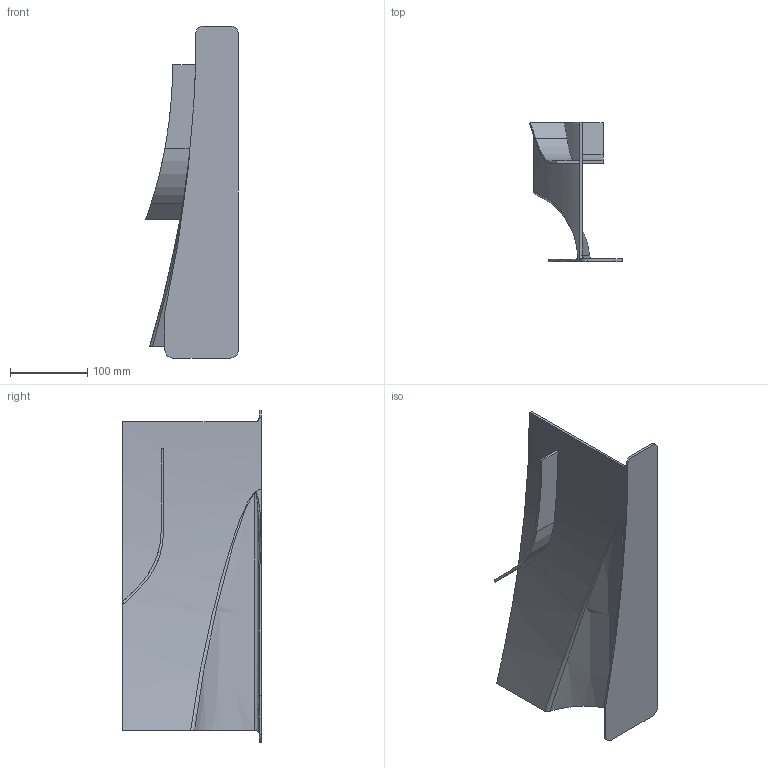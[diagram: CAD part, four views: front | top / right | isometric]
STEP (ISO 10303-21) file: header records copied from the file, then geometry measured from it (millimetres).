
FILE_DESCRIPTION(/* description */ (''),/* implementation_level */ '2;1');
FILE_NAME(/* name */ 'test_front_end_plate.stp',/* time_stamp */ '2017-10-31T18:44:54+09:00',/* author */ ('KITF'),/* organization */ (''),/* preprocessor_version */ 'ST-DEVELOPER v16.13',/* originating_system */ 'Autodesk Inventor 2018',/* authorisation */ '');
FILE_SCHEMA (('AUTOMOTIVE_DESIGN { 1 0 10303 214 3 1 1 }'));
Length unit declared in the file: millimetre
Products named in the file (1): test_front_end_plate
Bounding box: 120 x 180 x 430 mm (x, y, z)
Volume: 386603.1 mm3; surface area: 257801.1 mm2
Topology: 1 solids, 1 shells, 46 faces, 124 edges, 80 vertices
Faces by surface type: plane 22, cylinder 14, bspline 5, cone 3, sphere 1, torus 1
Entity records: 1987 total; most frequent: CARTESIAN_POINT 808, ORIENTED_EDGE 248, DIRECTION 233, EDGE_CURVE 124, AXIS2_PLACEMENT_3D 90, VERTEX_POINT 80, LINE 53, VECTOR 53
